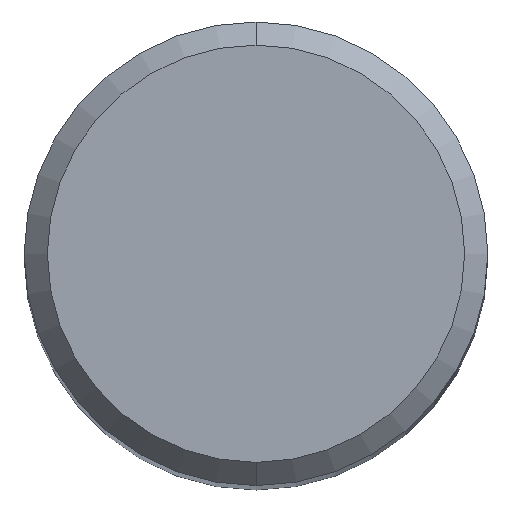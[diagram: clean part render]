
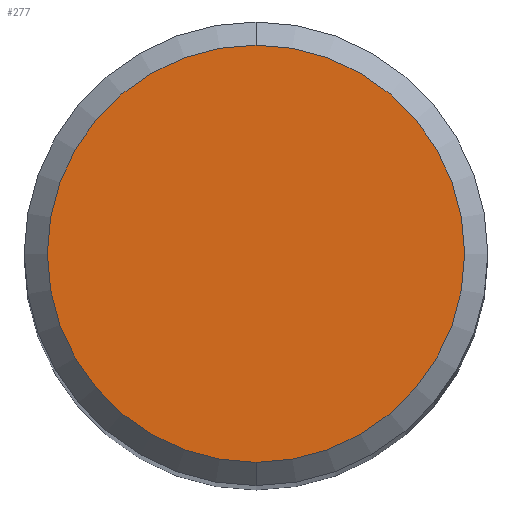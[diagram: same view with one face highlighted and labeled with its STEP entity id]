
A CAD part, top view. The second image highlights one B-rep face of the part: STEP entity #277.
In plain terms, the highlighted planar face has unit normal (0, 0, 1).
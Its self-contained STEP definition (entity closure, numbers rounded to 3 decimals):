
#179=VERTEX_POINT('',#472);
#225=EDGE_CURVE('',#179,#381,#522,.T.);
#277=ADVANCED_FACE('',(#578),#579,.T.);
#381=VERTEX_POINT('',#693);
#403=EDGE_CURVE('',#381,#179,#720,.T.);
#472=CARTESIAN_POINT('',(0.0,3.6,42.961));
#522=CIRCLE('',#938,3.6);
#578=FACE_OUTER_BOUND('',#1071,.T.);
#579=PLANE('',#1072);
#693=CARTESIAN_POINT('',(0.,-3.6,42.961));
#720=CIRCLE('',#1354,3.6);
#938=AXIS2_PLACEMENT_3D('',#1481,#1482,#1483);
#1071=EDGE_LOOP('',(#1540,#1541));
#1072=AXIS2_PLACEMENT_3D('',#1542,#1543,#1544);
#1354=AXIS2_PLACEMENT_3D('',#1711,#1712,#1713);
#1481=CARTESIAN_POINT('',(0.0,0.0,42.961));
#1482=DIRECTION('',(0.0,0.0,-1.0));
#1483=DIRECTION('',(0.0,1.0,0.0));
#1540=ORIENTED_EDGE('',*,*,#225,.F.);
#1541=ORIENTED_EDGE('',*,*,#403,.F.);
#1542=CARTESIAN_POINT('',(0.0,1.8,42.961));
#1543=DIRECTION('',(-0.0,0.0,1.0));
#1544=DIRECTION('',(0.0,-1.0,0.0));
#1711=CARTESIAN_POINT('',(0.0,0.0,42.961));
#1712=DIRECTION('',(0.0,0.0,-1.0));
#1713=DIRECTION('',(0.0,1.0,0.0));
